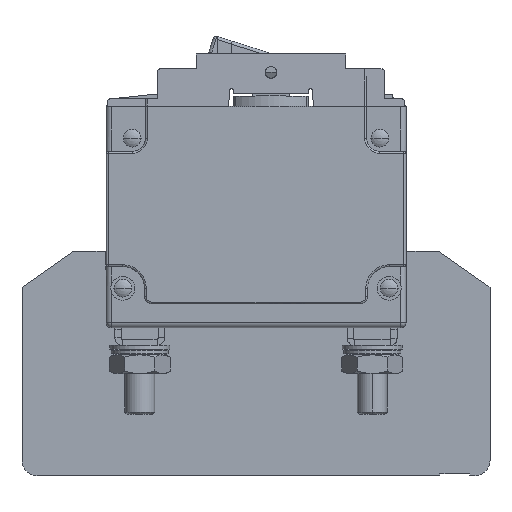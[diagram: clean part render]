
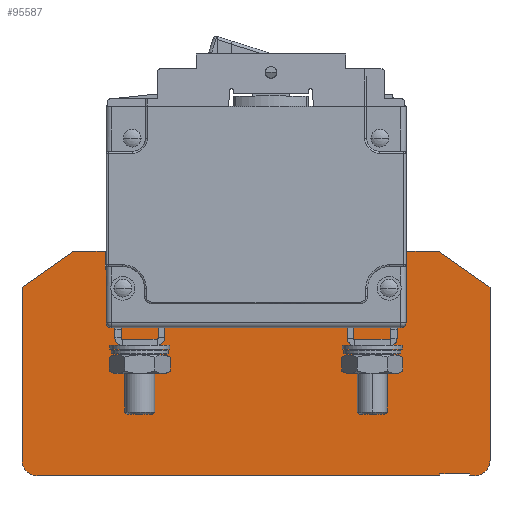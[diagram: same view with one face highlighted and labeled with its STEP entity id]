
A CAD part, top view. The second image highlights one B-rep face of the part: STEP entity #95587.
In plain terms, the highlighted planar face has unit normal (0, 0, 1).
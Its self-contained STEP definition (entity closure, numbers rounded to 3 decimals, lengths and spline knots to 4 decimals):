
#8706=DIRECTION('',(0.,-1.,0.));
#8707=VECTOR('',#8706,0.15);
#8708=CARTESIAN_POINT('',(1.1315,-1.025,-0.3418));
#8709=LINE('',#8708,#8707);
#8778=CARTESIAN_POINT('',(0.975,-1.335,-0.3418));
#8779=DIRECTION('',(0.,0.,1.));
#8780=DIRECTION('',(0.,1.,0.));
#8781=AXIS2_PLACEMENT_3D('',#8778,#8779,#8780);
#8796=CARTESIAN_POINT('',(0.753,-1.423,-0.3418));
#8797=DIRECTION('',(0.,0.,-1.));
#8798=DIRECTION('',(1.,0.,0.));
#8799=AXIS2_PLACEMENT_3D('',#8796,#8797,#8798);
#8801=DIRECTION('',(1.,0.,0.));
#8802=VECTOR('',#8801,0.043);
#8803=CARTESIAN_POINT('',(1.657,-2.895,-0.3418));
#8804=LINE('',#8803,#8802);
#8805=DIRECTION('',(0.,1.,0.));
#8806=VECTOR('',#8805,0.015);
#8807=CARTESIAN_POINT('',(1.657,-2.895,-0.3418));
#8808=LINE('',#8807,#8806);
#8809=DIRECTION('',(-1.,0.,0.));
#8810=VECTOR('',#8809,0.25);
#8811=CARTESIAN_POINT('',(1.657,-2.88,-0.3418));
#8812=LINE('',#8811,#8810);
#8813=DIRECTION('',(0.,1.,0.));
#8814=VECTOR('',#8813,0.015);
#8815=CARTESIAN_POINT('',(1.407,-2.895,-0.3418));
#8816=LINE('',#8815,#8814);
#8817=DIRECTION('',(1.,0.,0.));
#8818=VECTOR('',#8817,3.357);
#8819=CARTESIAN_POINT('',(-1.95,-2.895,-0.3418));
#8820=LINE('',#8819,#8818);
#8821=DIRECTION('',(0.,-1.,0.));
#8822=VECTOR('',#8821,1.445);
#8823=CARTESIAN_POINT('',(-2.075,-1.325,-0.3418));
#8824=LINE('',#8823,#8822);
#8825=DIRECTION('',(-0.819,-0.574,0.));
#8826=VECTOR('',#8825,0.523);
#8827=CARTESIAN_POINT('',(-1.6466,-1.025,-0.3418));
#8828=LINE('',#8827,#8826);
#8829=DIRECTION('',(-1.,0.,0.));
#8830=VECTOR('',#8829,0.2651);
#8831=CARTESIAN_POINT('',(-1.3815,-1.025,-0.3418));
#8832=LINE('',#8831,#8830);
#8833=DIRECTION('',(-1.,0.,0.));
#8834=VECTOR('',#8833,0.1565);
#8835=CARTESIAN_POINT('',(-1.225,-1.175,-0.3418));
#8836=LINE('',#8835,#8834);
#8837=DIRECTION('',(0.,1.,0.));
#8838=VECTOR('',#8837,0.088);
#8839=CARTESIAN_POINT('',(-1.065,-1.423,-0.3418));
#8840=LINE('',#8839,#8838);
#8841=DIRECTION('',(-1.,0.,0.));
#8842=VECTOR('',#8841,1.756);
#8843=CARTESIAN_POINT('',(0.753,-1.485,-0.3418));
#8844=LINE('',#8843,#8842);
#8845=DIRECTION('',(0.,-1.,0.));
#8846=VECTOR('',#8845,0.088);
#8847=CARTESIAN_POINT('',(0.815,-1.335,-0.3418));
#8848=LINE('',#8847,#8846);
#8849=DIRECTION('',(-1.,0.,0.));
#8850=VECTOR('',#8849,0.1565);
#8851=CARTESIAN_POINT('',(1.1315,-1.175,-0.3418));
#8852=LINE('',#8851,#8850);
#8853=DIRECTION('',(-1.,0.,0.));
#8854=VECTOR('',#8853,0.2651);
#8855=CARTESIAN_POINT('',(1.3966,-1.025,-0.3418));
#8856=LINE('',#8855,#8854);
#8857=DIRECTION('',(-0.819,0.574,0.));
#8858=VECTOR('',#8857,0.523);
#8859=CARTESIAN_POINT('',(1.825,-1.325,-0.3418));
#8860=LINE('',#8859,#8858);
#8861=DIRECTION('',(0.,1.,0.));
#8862=VECTOR('',#8861,1.445);
#8863=CARTESIAN_POINT('',(1.825,-2.77,-0.3418));
#8864=LINE('',#8863,#8862);
#8865=CARTESIAN_POINT('',(0.985,-1.335,-0.3418));
#8866=DIRECTION('',(0.,0.,1.));
#8867=DIRECTION('',(1.,0.,0.));
#8868=AXIS2_PLACEMENT_3D('',#8865,#8866,#8867);
#8870=CARTESIAN_POINT('',(0.985,-1.335,-0.3418));
#8871=DIRECTION('',(0.,0.,1.));
#8872=DIRECTION('',(-1.,0.,0.));
#8873=AXIS2_PLACEMENT_3D('',#8870,#8871,#8872);
#8875=CARTESIAN_POINT('',(-1.235,-1.335,-0.3418));
#8876=DIRECTION('',(0.,0.,1.));
#8877=DIRECTION('',(1.,0.,0.));
#8878=AXIS2_PLACEMENT_3D('',#8875,#8876,#8877);
#8880=CARTESIAN_POINT('',(-1.235,-1.335,-0.3418));
#8881=DIRECTION('',(0.,0.,1.));
#8882=DIRECTION('',(-1.,0.,0.));
#8883=AXIS2_PLACEMENT_3D('',#8880,#8881,#8882);
#8898=CARTESIAN_POINT('',(1.7,-2.77,-0.3418));
#8899=DIRECTION('',(0.,0.,1.));
#8900=DIRECTION('',(0.,-1.,0.));
#8901=AXIS2_PLACEMENT_3D('',#8898,#8899,#8900);
#9004=CARTESIAN_POINT('',(-1.003,-1.423,-0.3418));
#9005=DIRECTION('',(0.,0.,-1.));
#9006=DIRECTION('',(0.,-1.,0.));
#9007=AXIS2_PLACEMENT_3D('',#9004,#9005,#9006);
#9022=CARTESIAN_POINT('',(-1.225,-1.335,-0.3418));
#9023=DIRECTION('',(0.,0.,1.));
#9024=DIRECTION('',(1.,0.,0.));
#9025=AXIS2_PLACEMENT_3D('',#9022,#9023,#9024);
#9031=DIRECTION('',(0.,1.,0.));
#9032=VECTOR('',#9031,0.15);
#9033=CARTESIAN_POINT('',(-1.3815,-1.175,-0.3418));
#9034=LINE('',#9033,#9032);
#9155=CARTESIAN_POINT('',(-1.95,-2.77,-0.3418));
#9156=DIRECTION('',(0.,0.,1.));
#9157=DIRECTION('',(-1.,0.,0.));
#9158=AXIS2_PLACEMENT_3D('',#9155,#9156,#9157);
#89838=CARTESIAN_POINT('',(0.815,-1.335,-0.3418));
#89840=VERTEX_POINT('',#89838);
#89844=CARTESIAN_POINT('',(0.975,-1.175,-0.3418));
#89845=VERTEX_POINT('',#89844);
#89846=CARTESIAN_POINT('',(-1.225,-1.175,-0.3418));
#89848=VERTEX_POINT('',#89846);
#89852=CARTESIAN_POINT('',(-1.065,-1.335,-0.3418));
#89853=VERTEX_POINT('',#89852);
#89855=CARTESIAN_POINT('',(0.753,-1.485,-0.3418));
#89857=VERTEX_POINT('',#89855);
#89859=CARTESIAN_POINT('',(0.815,-1.423,-0.3418));
#89861=VERTEX_POINT('',#89859);
#89863=CARTESIAN_POINT('',(-1.065,-1.423,-0.3418));
#89865=VERTEX_POINT('',#89863);
#89867=CARTESIAN_POINT('',(-1.003,-1.485,-0.3418));
#89869=VERTEX_POINT('',#89867);
#89870=CARTESIAN_POINT('',(-1.3815,-1.175,-0.3418));
#89871=CARTESIAN_POINT('',(-1.3815,-1.025,-0.3418));
#89872=VERTEX_POINT('',#89870);
#89873=VERTEX_POINT('',#89871);
#89880=CARTESIAN_POINT('',(1.1315,-1.025,-0.3418));
#89881=CARTESIAN_POINT('',(1.1315,-1.175,-0.3418));
#89882=VERTEX_POINT('',#89880);
#89883=VERTEX_POINT('',#89881);
#89890=CARTESIAN_POINT('',(-1.6466,-1.025,-0.3418));
#89891=VERTEX_POINT('',#89890);
#89894=CARTESIAN_POINT('',(1.3966,-1.025,-0.3418));
#89895=VERTEX_POINT('',#89894);
#89906=CARTESIAN_POINT('',(1.407,-2.895,-0.3418));
#89907=CARTESIAN_POINT('',(1.407,-2.88,-0.3418));
#89908=VERTEX_POINT('',#89906);
#89909=VERTEX_POINT('',#89907);
#89910=CARTESIAN_POINT('',(1.657,-2.895,-0.3418));
#89911=CARTESIAN_POINT('',(1.657,-2.88,-0.3418));
#89912=VERTEX_POINT('',#89910);
#89913=VERTEX_POINT('',#89911);
#89914=CARTESIAN_POINT('',(1.825,-2.77,-0.3418));
#89916=VERTEX_POINT('',#89914);
#89920=CARTESIAN_POINT('',(1.7,-2.895,-0.3418));
#89921=VERTEX_POINT('',#89920);
#89934=CARTESIAN_POINT('',(-1.1375,-1.335,-0.3418));
#89935=CARTESIAN_POINT('',(-1.3325,-1.335,-0.3418));
#89936=VERTEX_POINT('',#89934);
#89937=VERTEX_POINT('',#89935);
#89966=CARTESIAN_POINT('',(1.0825,-1.335,-0.3418));
#89967=CARTESIAN_POINT('',(0.8875,-1.335,-0.3418));
#89968=VERTEX_POINT('',#89966);
#89969=VERTEX_POINT('',#89967);
#89986=CARTESIAN_POINT('',(-1.95,-2.895,-0.3418));
#89988=VERTEX_POINT('',#89986);
#89992=CARTESIAN_POINT('',(-2.075,-2.77,-0.3418));
#89993=VERTEX_POINT('',#89992);
#89998=CARTESIAN_POINT('',(-2.075,-1.325,-0.3418));
#89999=VERTEX_POINT('',#89998);
#90000=CARTESIAN_POINT('',(1.825,-1.325,-0.3418));
#90001=VERTEX_POINT('',#90000);
#95527=CARTESIAN_POINT('',(-2.075,-2.895,-0.3418));
#95528=DIRECTION('',(0.,0.,1.));
#95529=DIRECTION('',(1.,0.,0.));
#95530=AXIS2_PLACEMENT_3D('',#95527,#95528,#95529);
#95531=PLANE('',#95530);
#95533=ORIENTED_EDGE('',*,*,#95532,.F.);
#95535=ORIENTED_EDGE('',*,*,#95534,.F.);
#95537=ORIENTED_EDGE('',*,*,#95536,.T.);
#95539=ORIENTED_EDGE('',*,*,#95538,.T.);
#95541=ORIENTED_EDGE('',*,*,#95540,.F.);
#95543=ORIENTED_EDGE('',*,*,#95542,.F.);
#95545=ORIENTED_EDGE('',*,*,#95544,.F.);
#95547=ORIENTED_EDGE('',*,*,#95546,.F.);
#95549=ORIENTED_EDGE('',*,*,#95548,.F.);
#95551=ORIENTED_EDGE('',*,*,#95550,.F.);
#95553=ORIENTED_EDGE('',*,*,#95552,.F.);
#95555=ORIENTED_EDGE('',*,*,#95554,.F.);
#95557=ORIENTED_EDGE('',*,*,#95556,.F.);
#95559=ORIENTED_EDGE('',*,*,#95558,.F.);
#95561=ORIENTED_EDGE('',*,*,#95560,.F.);
#95562=ORIENTED_EDGE('',*,*,#95518,.F.);
#95563=ORIENTED_EDGE('',*,*,#95507,.F.);
#95564=ORIENTED_EDGE('',*,*,#95492,.F.);
#95565=ORIENTED_EDGE('',*,*,#95477,.F.);
#95566=ORIENTED_EDGE('',*,*,#95462,.F.);
#95567=ORIENTED_EDGE('',*,*,#95384,.F.);
#95568=ORIENTED_EDGE('',*,*,#95334,.F.);
#95570=ORIENTED_EDGE('',*,*,#95569,.F.);
#95572=ORIENTED_EDGE('',*,*,#95571,.F.);
#95573=EDGE_LOOP('',(#95533,#95535,#95537,#95539,#95541,#95543,#95545,#95547,
#95549,#95551,#95553,#95555,#95557,#95559,#95561,#95562,#95563,#95564,#95565,
#95566,#95567,#95568,#95570,#95572));
#95574=FACE_OUTER_BOUND('',#95573,.F.);
#95576=ORIENTED_EDGE('',*,*,#95575,.T.);
#95578=ORIENTED_EDGE('',*,*,#95577,.T.);
#95579=EDGE_LOOP('',(#95576,#95578));
#95580=FACE_BOUND('',#95579,.F.);
#95582=ORIENTED_EDGE('',*,*,#95581,.T.);
#95584=ORIENTED_EDGE('',*,*,#95583,.T.);
#95585=EDGE_LOOP('',(#95582,#95584));
#95586=FACE_BOUND('',#95585,.F.);
#8782=CIRCLE('',#8781,0.16);
#8800=CIRCLE('',#8799,0.062);
#8869=CIRCLE('',#8868,0.0975);
#8874=CIRCLE('',#8873,0.0975);
#8879=CIRCLE('',#8878,0.0975);
#8884=CIRCLE('',#8883,0.0975);
#8902=CIRCLE('',#8901,0.125);
#9008=CIRCLE('',#9007,0.062);
#9026=CIRCLE('',#9025,0.16);
#9159=CIRCLE('',#9158,0.125);
#95334=EDGE_CURVE('',#89895,#89882,#8856,.T.);
#95384=EDGE_CURVE('',#89882,#89883,#8709,.T.);
#95462=EDGE_CURVE('',#89883,#89845,#8852,.T.);
#95477=EDGE_CURVE('',#89845,#89840,#8782,.T.);
#95492=EDGE_CURVE('',#89840,#89861,#8848,.T.);
#95507=EDGE_CURVE('',#89861,#89857,#8800,.T.);
#95518=EDGE_CURVE('',#89857,#89869,#8844,.T.);
#95532=EDGE_CURVE('',#89921,#89916,#8902,.T.);
#95534=EDGE_CURVE('',#89912,#89921,#8804,.T.);
#95536=EDGE_CURVE('',#89912,#89913,#8808,.T.);
#95538=EDGE_CURVE('',#89913,#89909,#8812,.T.);
#95540=EDGE_CURVE('',#89908,#89909,#8816,.T.);
#95542=EDGE_CURVE('',#89988,#89908,#8820,.T.);
#95544=EDGE_CURVE('',#89993,#89988,#9159,.T.);
#95546=EDGE_CURVE('',#89999,#89993,#8824,.T.);
#95548=EDGE_CURVE('',#89891,#89999,#8828,.T.);
#95550=EDGE_CURVE('',#89873,#89891,#8832,.T.);
#95552=EDGE_CURVE('',#89872,#89873,#9034,.T.);
#95554=EDGE_CURVE('',#89848,#89872,#8836,.T.);
#95556=EDGE_CURVE('',#89853,#89848,#9026,.T.);
#95558=EDGE_CURVE('',#89865,#89853,#8840,.T.);
#95560=EDGE_CURVE('',#89869,#89865,#9008,.T.);
#95569=EDGE_CURVE('',#90001,#89895,#8860,.T.);
#95571=EDGE_CURVE('',#89916,#90001,#8864,.T.);
#95575=EDGE_CURVE('',#89968,#89969,#8869,.T.);
#95577=EDGE_CURVE('',#89969,#89968,#8874,.T.);
#95581=EDGE_CURVE('',#89936,#89937,#8879,.T.);
#95583=EDGE_CURVE('',#89937,#89936,#8884,.T.);
#95587=ADVANCED_FACE('',(#95574,#95580,#95586),#95531,.T.);
